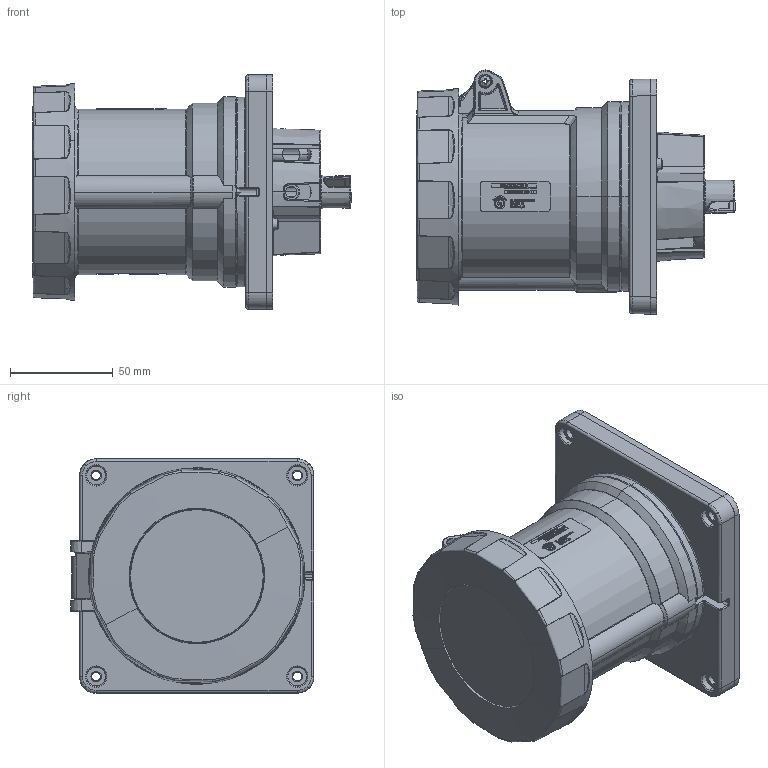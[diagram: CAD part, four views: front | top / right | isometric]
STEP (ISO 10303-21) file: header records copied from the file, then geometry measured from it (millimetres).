
FILE_DESCRIPTION (( 'STEP AP214' ), '1' );
FILE_NAME ('ORB6406-M02.STEP', '2024-12-06T20:08:56', ( '' ), ( '' ), 'SwSTEP 2.0', 'SolidWorks 2024', '' );
FILE_SCHEMA (( 'AUTOMOTIVE_DESIGN' ));
Products named in the file (1): ORB6406-M02
Bounding box: 155.26 x 118.9 x 114.3 mm (x, y, z)
Surface area: 108918.8 mm2 (no closed solid volume)
Topology: 0 solids, 99 shells, 1097 faces, 6035 edges, 4881 vertices
Faces by surface type: plane 374, bspline 290, cylinder 215, cone 117, torus 79, sphere 22
Entity records: 87012 total; most frequent: CARTESIAN_POINT 46833, ORIENTED_EDGE 7911, DIRECTION 6268, EDGE_CURVE 6009, VERTEX_POINT 4879, LINE 2528, VECTOR 2528, B_SPLINE_CURVE_WITH_KNOTS 2225
